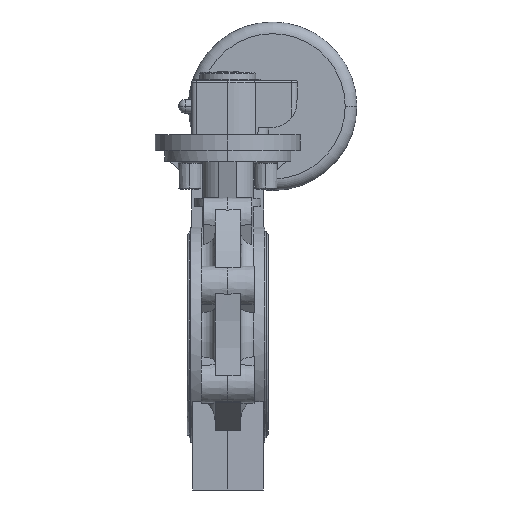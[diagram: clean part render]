
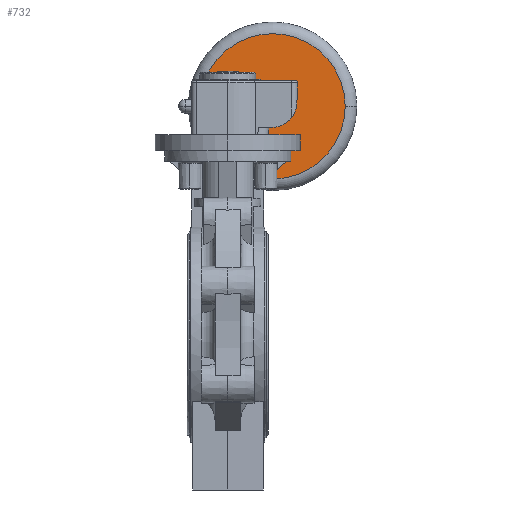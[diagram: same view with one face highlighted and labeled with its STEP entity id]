
A CAD part, left-side view. The second image highlights one B-rep face of the part: STEP entity #732.
In plain terms, the highlighted planar face has unit normal (-1, 0, 0).
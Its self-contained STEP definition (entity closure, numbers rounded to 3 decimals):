
#732=ADVANCED_FACE('',(#2000,#2001),#2002,.T.);
#2000=FACE_OUTER_BOUND('',#3878,.T.);
#2001=FACE_BOUND('',#3879,.T.);
#2002=PLANE('',#3880);
#3878=EDGE_LOOP('',(#6000,#6001));
#3879=EDGE_LOOP('',(#6002,#6003));
#3880=AXIS2_PLACEMENT_3D('',#6004,#6005,#6006);
#6000=ORIENTED_EDGE('',*,*,#11388,.T.);
#6001=ORIENTED_EDGE('',*,*,#11389,.F.);
#6002=ORIENTED_EDGE('',*,*,#11383,.T.);
#6003=ORIENTED_EDGE('',*,*,#11374,.F.);
#6004=CARTESIAN_POINT('',(156.9,-42.55,217.));
#6005=DIRECTION('',(-1.0,0.0,0.0));
#6006=DIRECTION('',(0.0,1.0,0.0));
#11374=EDGE_CURVE('',#13620,#13621,#13622,.T.);
#11383=EDGE_CURVE('',#13620,#13621,#13635,.T.);
#11388=EDGE_CURVE('',#13641,#13642,#13643,.T.);
#11389=EDGE_CURVE('',#13641,#13642,#13644,.T.);
#13620=VERTEX_POINT('',#16859);
#13621=VERTEX_POINT('',#16860);
#13622=CIRCLE('',#16861,8.5);
#13635=CIRCLE('',#16912,8.5);
#13641=VERTEX_POINT('',#16950);
#13642=VERTEX_POINT('',#16951);
#13643=CIRCLE('',#16952,69.);
#13644=CIRCLE('',#16953,69.);
#16859=CARTESIAN_POINT('',(156.9,-51.05,217.));
#16860=CARTESIAN_POINT('',(156.9,-34.05,217.));
#16861=AXIS2_PLACEMENT_3D('',#21516,#21517,#21518);
#16912=AXIS2_PLACEMENT_3D('',#21530,#21531,#21532);
#16950=CARTESIAN_POINT('',(156.9,-111.55,217.));
#16951=CARTESIAN_POINT('',(156.9,26.45,217.));
#16952=AXIS2_PLACEMENT_3D('',#21533,#21534,#21535);
#16953=AXIS2_PLACEMENT_3D('',#21536,#21537,#21538);
#21516=CARTESIAN_POINT('',(156.9,-42.55,217.));
#21517=DIRECTION('',(-1.0,0.0,0.0));
#21518=DIRECTION('',(0.0,-1.0,0.0));
#21530=CARTESIAN_POINT('',(156.9,-42.55,217.));
#21531=DIRECTION('',(1.0,0.0,0.0));
#21532=DIRECTION('',(0.0,-1.0,0.0));
#21533=CARTESIAN_POINT('',(156.9,-42.55,217.));
#21534=DIRECTION('',(-1.0,0.0,0.0));
#21535=DIRECTION('',(0.0,-1.0,0.0));
#21536=CARTESIAN_POINT('',(156.9,-42.55,217.));
#21537=DIRECTION('',(1.0,0.0,0.0));
#21538=DIRECTION('',(0.0,-1.0,0.0));
